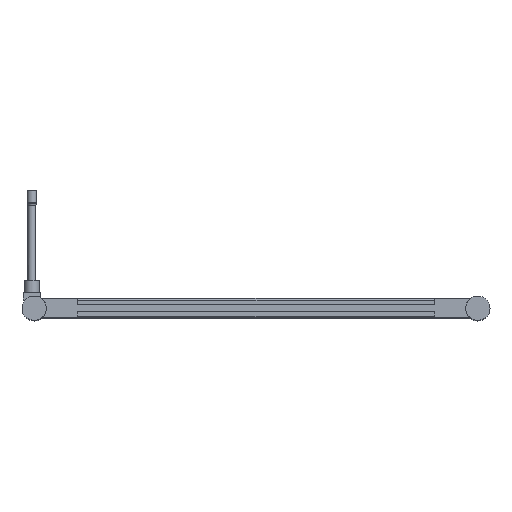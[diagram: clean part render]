
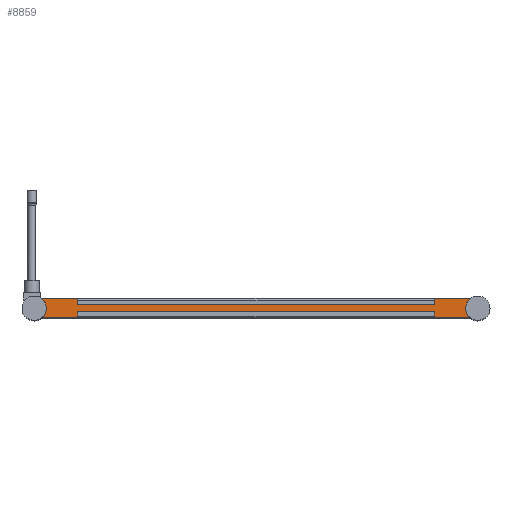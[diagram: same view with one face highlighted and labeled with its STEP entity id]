
A CAD part, top view. The second image highlights one B-rep face of the part: STEP entity #8859.
In plain terms, the highlighted planar face has unit normal (0, 0, 1).
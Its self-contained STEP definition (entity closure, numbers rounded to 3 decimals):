
#1811=CARTESIAN_POINT('',(175.729,17.593,188.85));
#1812=VERTEX_POINT('',#1811);
#1838=CARTESIAN_POINT('',(171.729,9.593,188.85));
#1839=VERTEX_POINT('',#1838);
#1840=CARTESIAN_POINT('',(181.729,9.593,188.85));
#1841=DIRECTION('',(0.,0.,-1.));
#1842=DIRECTION('',(-1.,0.,0.));
#1843=AXIS2_PLACEMENT_3D('',#1840,#1841,#1842);
#1844=CIRCLE('',#1843,10.);
#1845=EDGE_CURVE('NONE',#1839,#1812,#1844,.T.);
#1872=CARTESIAN_POINT('',(175.729,1.593,188.85));
#1873=VERTEX_POINT('',#1872);
#1874=CARTESIAN_POINT('',(181.729,9.593,188.85));
#1875=DIRECTION('',(0.,0.,-1.));
#1876=DIRECTION('',(-1.,0.,0.));
#1877=AXIS2_PLACEMENT_3D('',#1874,#1875,#1876);
#1878=CIRCLE('',#1877,10.);
#1879=EDGE_CURVE('NONE',#1873,#1839,#1878,.T.);
#4759=CARTESIAN_POINT('',(-177.271,1.593,188.85));
#4760=VERTEX_POINT('',#4759);
#4786=CARTESIAN_POINT('',(-173.271,9.593,188.85));
#4787=VERTEX_POINT('',#4786);
#4788=CARTESIAN_POINT('',(-183.271,9.593,188.85));
#4789=DIRECTION('',(0.,0.,-1.));
#4790=DIRECTION('',(-1.,0.,0.));
#4791=AXIS2_PLACEMENT_3D('',#4788,#4789,#4790);
#4792=CIRCLE('',#4791,10.);
#4793=EDGE_CURVE('NONE',#4787,#4760,#4792,.T.);
#4820=CARTESIAN_POINT('',(-177.271,17.593,188.85));
#4821=VERTEX_POINT('',#4820);
#4822=CARTESIAN_POINT('',(-183.271,9.593,188.85));
#4823=DIRECTION('',(0.,0.,-1.));
#4824=DIRECTION('',(-1.,0.,0.));
#4825=AXIS2_PLACEMENT_3D('',#4822,#4823,#4824);
#4826=CIRCLE('',#4825,10.);
#4827=EDGE_CURVE('NONE',#4821,#4787,#4826,.T.);
#8746=CARTESIAN_POINT('',(145.729,16.093,188.85));
#8747=VERTEX_POINT('',#8746);
#8748=CARTESIAN_POINT('',(-147.271,16.093,188.85));
#8749=VERTEX_POINT('',#8748);
#8750=CARTESIAN_POINT('',(145.729,16.093,188.85));
#8751=DIRECTION('',(-1.,0.,-0.));
#8752=VECTOR('',#8751,293.);
#8753=LINE('',#8750,#8752);
#8754=EDGE_CURVE('NONE',#8747,#8749,#8753,.T.);
#8781=CARTESIAN_POINT('',(181.729,3.093,188.85));
#8782=DIRECTION('',(0.,-0.,-1.));
#8783=DIRECTION('',(-1.,0.,-0.));
#8784=AXIS2_PLACEMENT_3D('',#8781,#8782,#8783);
#8785=PLANE('',#8784);
#8786=CARTESIAN_POINT('',(145.729,3.093,188.85));
#8787=VERTEX_POINT('',#8786);
#8788=CARTESIAN_POINT('',(-147.271,3.093,188.85));
#8789=VERTEX_POINT('',#8788);
#8790=CARTESIAN_POINT('',(145.729,3.093,188.85));
#8791=DIRECTION('',(-1.,0.,-0.));
#8792=VECTOR('',#8791,293.);
#8793=LINE('',#8790,#8792);
#8794=EDGE_CURVE('NONE',#8787,#8789,#8793,.T.);
#8795=ORIENTED_EDGE('',*,*,#8794,.F.);
#8796=CARTESIAN_POINT('',(145.729,1.593,188.85));
#8797=VERTEX_POINT('',#8796);
#8798=CARTESIAN_POINT('',(145.729,1.593,188.85));
#8799=DIRECTION('',(0.,1.,-0.));
#8800=VECTOR('',#8799,1.5);
#8801=LINE('',#8798,#8800);
#8802=EDGE_CURVE('NONE',#8797,#8787,#8801,.T.);
#8803=ORIENTED_EDGE('',*,*,#8802,.F.);
#8804=CARTESIAN_POINT('',(175.729,1.593,188.85));
#8805=DIRECTION('',(-1.,0.,-0.));
#8806=VECTOR('',#8805,30.);
#8807=LINE('',#8804,#8806);
#8808=EDGE_CURVE('NONE',#1873,#8797,#8807,.T.);
#8809=ORIENTED_EDGE('',*,*,#8808,.F.);
#8810=ORIENTED_EDGE('',*,*,#1879,.T.);
#8811=ORIENTED_EDGE('',*,*,#1845,.T.);
#8812=CARTESIAN_POINT('',(145.729,17.593,188.85));
#8813=VERTEX_POINT('',#8812);
#8814=CARTESIAN_POINT('',(175.729,17.593,188.85));
#8815=DIRECTION('',(-1.,0.,-0.));
#8816=VECTOR('',#8815,30.);
#8817=LINE('',#8814,#8816);
#8818=EDGE_CURVE('NONE',#1812,#8813,#8817,.T.);
#8819=ORIENTED_EDGE('',*,*,#8818,.T.);
#8820=CARTESIAN_POINT('',(145.729,16.093,188.85));
#8821=DIRECTION('',(0.,1.,-0.));
#8822=VECTOR('',#8821,1.5);
#8823=LINE('',#8820,#8822);
#8824=EDGE_CURVE('NONE',#8747,#8813,#8823,.T.);
#8825=ORIENTED_EDGE('',*,*,#8824,.F.);
#8826=ORIENTED_EDGE('',*,*,#8754,.T.);
#8827=CARTESIAN_POINT('',(-147.271,17.593,188.85));
#8828=VERTEX_POINT('',#8827);
#8829=CARTESIAN_POINT('',(-147.271,16.093,188.85));
#8830=DIRECTION('',(0.,1.,-0.));
#8831=VECTOR('',#8830,1.5);
#8832=LINE('',#8829,#8831);
#8833=EDGE_CURVE('NONE',#8749,#8828,#8832,.T.);
#8834=ORIENTED_EDGE('',*,*,#8833,.T.);
#8835=CARTESIAN_POINT('',(-147.271,17.593,188.85));
#8836=DIRECTION('',(-1.,0.,-0.));
#8837=VECTOR('',#8836,30.);
#8838=LINE('',#8835,#8837);
#8839=EDGE_CURVE('NONE',#8828,#4821,#8838,.T.);
#8840=ORIENTED_EDGE('',*,*,#8839,.T.);
#8841=ORIENTED_EDGE('',*,*,#4827,.T.);
#8842=ORIENTED_EDGE('',*,*,#4793,.T.);
#8843=CARTESIAN_POINT('',(-147.271,1.593,188.85));
#8844=VERTEX_POINT('',#8843);
#8845=CARTESIAN_POINT('',(-147.271,1.593,188.85));
#8846=DIRECTION('',(-1.,0.,-0.));
#8847=VECTOR('',#8846,30.);
#8848=LINE('',#8845,#8847);
#8849=EDGE_CURVE('NONE',#8844,#4760,#8848,.T.);
#8850=ORIENTED_EDGE('',*,*,#8849,.F.);
#8851=CARTESIAN_POINT('',(-147.271,1.593,188.85));
#8852=DIRECTION('',(0.,1.,-0.));
#8853=VECTOR('',#8852,1.5);
#8854=LINE('',#8851,#8853);
#8855=EDGE_CURVE('NONE',#8844,#8789,#8854,.T.);
#8856=ORIENTED_EDGE('',*,*,#8855,.T.);
#8857=EDGE_LOOP('',(#8795,#8803,#8809,#8810,#8811,#8819,#8825,#8826,#8834,#8840,#8841,#8842,#8850,#8856));
#8858=FACE_BOUND('',#8857,.T.);
#8859=ADVANCED_FACE('NONE',(#8858),#8785,.F.);
